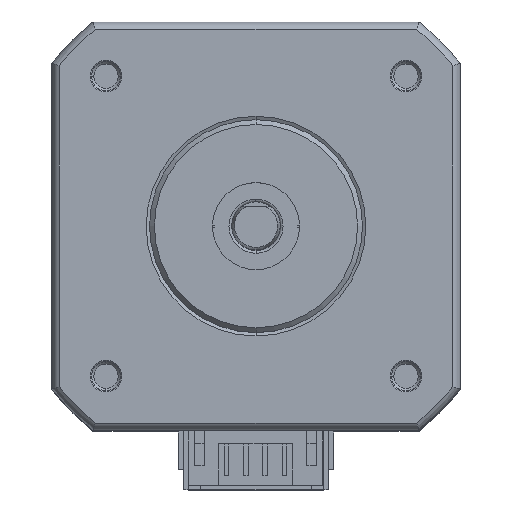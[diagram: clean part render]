
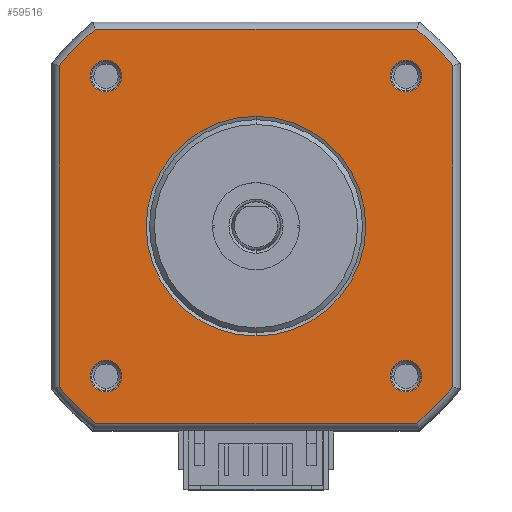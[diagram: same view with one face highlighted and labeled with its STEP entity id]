
A CAD part, top view. The second image highlights one B-rep face of the part: STEP entity #59516.
In plain terms, the highlighted face is planar.
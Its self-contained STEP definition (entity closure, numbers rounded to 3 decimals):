
#56543=CARTESIAN_POINT('',(0.,0.,0.2));
#56544=DIRECTION('',(0.,0.,-1.));
#56545=DIRECTION('',(0.,1.,0.));
#56546=AXIS2_PLACEMENT_3D('',#56543,#56544,#56545);
#56548=CARTESIAN_POINT('',(0.,0.,0.2));
#56549=DIRECTION('',(0.,0.,-1.));
#56550=DIRECTION('',(0.,-1.,0.));
#56551=AXIS2_PLACEMENT_3D('',#56548,#56549,#56550);
#56562=CARTESIAN_POINT('',(-15.5,-15.5,0.2));
#56563=DIRECTION('',(0.,0.,-1.));
#56564=DIRECTION('',(-1.,0.,0.));
#56565=AXIS2_PLACEMENT_3D('',#56562,#56563,#56564);
#56584=CARTESIAN_POINT('',(-15.5,-15.5,0.2));
#56585=DIRECTION('',(0.,0.,-1.));
#56586=DIRECTION('',(1.,0.,0.));
#56587=AXIS2_PLACEMENT_3D('',#56584,#56585,#56586);
#56621=CARTESIAN_POINT('',(15.5,-15.5,0.2));
#56622=DIRECTION('',(0.,0.,-1.));
#56623=DIRECTION('',(0.,-1.,0.));
#56624=AXIS2_PLACEMENT_3D('',#56621,#56622,#56623);
#56635=CARTESIAN_POINT('',(15.5,-15.5,0.2));
#56636=DIRECTION('',(0.,0.,-1.));
#56637=DIRECTION('',(0.,1.,0.));
#56638=AXIS2_PLACEMENT_3D('',#56635,#56636,#56637);
#56690=CARTESIAN_POINT('',(15.5,15.5,0.2));
#56691=DIRECTION('',(0.,0.,-1.));
#56692=DIRECTION('',(1.,0.,0.));
#56693=AXIS2_PLACEMENT_3D('',#56690,#56691,#56692);
#56712=CARTESIAN_POINT('',(15.5,15.5,0.2));
#56713=DIRECTION('',(0.,0.,-1.));
#56714=DIRECTION('',(-1.,0.,0.));
#56715=AXIS2_PLACEMENT_3D('',#56712,#56713,#56714);
#56744=CARTESIAN_POINT('',(-15.5,15.5,0.2));
#56745=DIRECTION('',(0.,0.,-1.));
#56746=DIRECTION('',(0.,1.,0.));
#56747=AXIS2_PLACEMENT_3D('',#56744,#56745,#56746);
#56776=CARTESIAN_POINT('',(-15.5,15.5,0.2));
#56777=DIRECTION('',(0.,0.,-1.));
#56778=DIRECTION('',(0.,-1.,0.));
#56779=AXIS2_PLACEMENT_3D('',#56776,#56777,#56778);
#56809=CARTESIAN_POINT('',(0.,0.,0.2));
#56810=DIRECTION('',(0.,0.,1.));
#56811=DIRECTION('',(0.775,0.632,0.));
#56812=AXIS2_PLACEMENT_3D('',#56809,#56810,#56811);
#56822=DIRECTION('',(0.,-1.,0.));
#56823=VECTOR('',#56822,33.161);
#56824=CARTESIAN_POINT('',(20.348,16.581,0.2));
#56825=LINE('',#56824,#56823);
#56834=CARTESIAN_POINT('',(0.,0.,0.2));
#56835=DIRECTION('',(0.,0.,1.));
#56836=DIRECTION('',(0.632,-0.775,0.));
#56837=AXIS2_PLACEMENT_3D('',#56834,#56835,#56836);
#56847=DIRECTION('',(-1.,0.,0.));
#56848=VECTOR('',#56847,33.161);
#56849=CARTESIAN_POINT('',(16.581,-20.348,0.2));
#56850=LINE('',#56849,#56848);
#56859=CARTESIAN_POINT('',(0.,0.,0.2));
#56860=DIRECTION('',(0.,0.,1.));
#56861=DIRECTION('',(-0.775,-0.632,0.));
#56862=AXIS2_PLACEMENT_3D('',#56859,#56860,#56861);
#56872=DIRECTION('',(0.,1.,0.));
#56873=VECTOR('',#56872,33.161);
#56874=CARTESIAN_POINT('',(-20.348,-16.581,0.2));
#56875=LINE('',#56874,#56873);
#56884=CARTESIAN_POINT('',(0.,0.,0.2));
#56885=DIRECTION('',(0.,0.,1.));
#56886=DIRECTION('',(-0.632,0.775,0.));
#56887=AXIS2_PLACEMENT_3D('',#56884,#56885,#56886);
#56897=DIRECTION('',(1.,0.,0.));
#56898=VECTOR('',#56897,33.161);
#56899=CARTESIAN_POINT('',(-16.581,20.348,0.2));
#56900=LINE('',#56899,#56898);
#57324=CARTESIAN_POINT('',(-17.13,-15.5,0.2));
#57325=CARTESIAN_POINT('',(-13.87,-15.5,0.2));
#57326=VERTEX_POINT('',#57324);
#57327=VERTEX_POINT('',#57325);
#57328=CARTESIAN_POINT('',(15.5,-17.13,0.2));
#57329=CARTESIAN_POINT('',(15.5,-13.87,0.2));
#57330=VERTEX_POINT('',#57328);
#57331=VERTEX_POINT('',#57329);
#57332=CARTESIAN_POINT('',(17.13,15.5,0.2));
#57333=CARTESIAN_POINT('',(13.87,15.5,0.2));
#57334=VERTEX_POINT('',#57332);
#57335=VERTEX_POINT('',#57333);
#57336=CARTESIAN_POINT('',(-15.5,17.13,0.2));
#57337=CARTESIAN_POINT('',(-15.5,13.87,0.2));
#57338=VERTEX_POINT('',#57336);
#57339=VERTEX_POINT('',#57337);
#57340=CARTESIAN_POINT('',(20.348,16.581,0.2));
#57341=CARTESIAN_POINT('',(16.581,20.348,0.2));
#57342=VERTEX_POINT('',#57340);
#57343=VERTEX_POINT('',#57341);
#57344=CARTESIAN_POINT('',(-16.581,20.348,0.2));
#57345=VERTEX_POINT('',#57344);
#57346=CARTESIAN_POINT('',(-20.348,16.581,0.2));
#57347=VERTEX_POINT('',#57346);
#57348=CARTESIAN_POINT('',(-20.348,-16.581,0.2));
#57349=VERTEX_POINT('',#57348);
#57350=CARTESIAN_POINT('',(-16.581,-20.348,0.2));
#57351=VERTEX_POINT('',#57350);
#57352=CARTESIAN_POINT('',(16.581,-20.348,0.2));
#57353=VERTEX_POINT('',#57352);
#57354=CARTESIAN_POINT('',(20.348,-16.581,0.2));
#57355=VERTEX_POINT('',#57354);
#57512=CARTESIAN_POINT('',(0.,11.346,0.2));
#57513=CARTESIAN_POINT('',(0.,-11.346,0.2));
#57514=VERTEX_POINT('',#57512);
#57515=VERTEX_POINT('',#57513);
#59464=CARTESIAN_POINT('',(0.,0.,0.2));
#59465=DIRECTION('',(0.,0.,-1.));
#59466=DIRECTION('',(-1.,0.,0.));
#59467=AXIS2_PLACEMENT_3D('',#59464,#59465,#59466);
#59468=PLANE('',#59467);
#59470=ORIENTED_EDGE('',*,*,#59469,.T.);
#59472=ORIENTED_EDGE('',*,*,#59471,.F.);
#59474=ORIENTED_EDGE('',*,*,#59473,.T.);
#59476=ORIENTED_EDGE('',*,*,#59475,.F.);
#59478=ORIENTED_EDGE('',*,*,#59477,.T.);
#59480=ORIENTED_EDGE('',*,*,#59479,.F.);
#59482=ORIENTED_EDGE('',*,*,#59481,.T.);
#59484=ORIENTED_EDGE('',*,*,#59483,.F.);
#59485=EDGE_LOOP('',(#59470,#59472,#59474,#59476,#59478,#59480,#59482,#59484));
#59486=FACE_OUTER_BOUND('',#59485,.F.);
#59488=ORIENTED_EDGE('',*,*,#59487,.T.);
#59490=ORIENTED_EDGE('',*,*,#59489,.T.);
#59491=EDGE_LOOP('',(#59488,#59490));
#59492=FACE_BOUND('',#59491,.F.);
#59494=ORIENTED_EDGE('',*,*,#59493,.T.);
#59496=ORIENTED_EDGE('',*,*,#59495,.T.);
#59497=EDGE_LOOP('',(#59494,#59496));
#59498=FACE_BOUND('',#59497,.F.);
#59500=ORIENTED_EDGE('',*,*,#59499,.T.);
#59502=ORIENTED_EDGE('',*,*,#59501,.T.);
#59503=EDGE_LOOP('',(#59500,#59502));
#59504=FACE_BOUND('',#59503,.F.);
#59506=ORIENTED_EDGE('',*,*,#59505,.T.);
#59508=ORIENTED_EDGE('',*,*,#59507,.T.);
#59509=EDGE_LOOP('',(#59506,#59508));
#59510=FACE_BOUND('',#59509,.F.);
#59512=ORIENTED_EDGE('',*,*,#59511,.T.);
#59513=ORIENTED_EDGE('',*,*,#59454,.T.);
#59514=EDGE_LOOP('',(#59512,#59513));
#59515=FACE_BOUND('',#59514,.F.);
#59516=ADVANCED_FACE('',(#59486,#59492,#59498,#59504,#59510,#59515),#59468,.T.);
#56547=CIRCLE('',#56546,11.346);
#56552=CIRCLE('',#56551,11.346);
#56566=CIRCLE('',#56565,1.63);
#56588=CIRCLE('',#56587,1.63);
#56625=CIRCLE('',#56624,1.63);
#56639=CIRCLE('',#56638,1.63);
#56694=CIRCLE('',#56693,1.63);
#56716=CIRCLE('',#56715,1.63);
#56748=CIRCLE('',#56747,1.63);
#56780=CIRCLE('',#56779,1.63);
#56813=CIRCLE('',#56812,26.248);
#56838=CIRCLE('',#56837,26.248);
#56863=CIRCLE('',#56862,26.248);
#56888=CIRCLE('',#56887,26.248);
#59454=EDGE_CURVE('',#57515,#57514,#56552,.T.);
#59469=EDGE_CURVE('',#57342,#57343,#56813,.T.);
#59471=EDGE_CURVE('',#57345,#57343,#56900,.T.);
#59473=EDGE_CURVE('',#57345,#57347,#56888,.T.);
#59475=EDGE_CURVE('',#57349,#57347,#56875,.T.);
#59477=EDGE_CURVE('',#57349,#57351,#56863,.T.);
#59479=EDGE_CURVE('',#57353,#57351,#56850,.T.);
#59481=EDGE_CURVE('',#57353,#57355,#56838,.T.);
#59483=EDGE_CURVE('',#57342,#57355,#56825,.T.);
#59487=EDGE_CURVE('',#57330,#57331,#56625,.T.);
#59489=EDGE_CURVE('',#57331,#57330,#56639,.T.);
#59493=EDGE_CURVE('',#57334,#57335,#56694,.T.);
#59495=EDGE_CURVE('',#57335,#57334,#56716,.T.);
#59499=EDGE_CURVE('',#57338,#57339,#56748,.T.);
#59501=EDGE_CURVE('',#57339,#57338,#56780,.T.);
#59505=EDGE_CURVE('',#57326,#57327,#56566,.T.);
#59507=EDGE_CURVE('',#57327,#57326,#56588,.T.);
#59511=EDGE_CURVE('',#57514,#57515,#56547,.T.);
